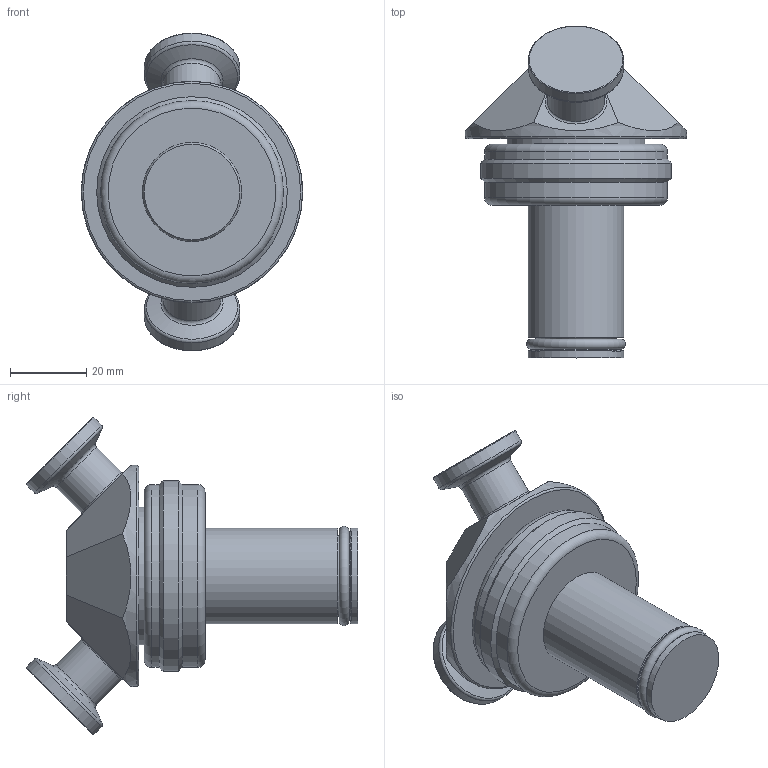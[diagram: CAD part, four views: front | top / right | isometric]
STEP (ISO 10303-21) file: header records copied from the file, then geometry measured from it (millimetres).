
FILE_DESCRIPTION(/* description */ (''),/* implementation_level */ '2;1');
FILE_NAME(/* name */ '320005.stp',/* time_stamp */ '2022-10-06T07:56:58+02:00',/* author */ ('mbs'),/* organization */ (''),/* preprocessor_version */ 'ST-DEVELOPER v18.1',/* originating_system */ 'Autodesk Inventor 2022',/* authorisation */ '');
FILE_SCHEMA (('AUTOMOTIVE_DESIGN { 1 0 10303 214 3 1 1 }'));
Length unit declared in the file: millimetre
Products named in the file (1): 320005
Bounding box: 58 x 87.02 x 83.34 mm (x, y, z)
Volume: 89324 mm3; surface area: 17466.3 mm2
Topology: 2 solids, 2 shells, 50 faces, 119 edges, 79 vertices
Faces by surface type: plane 17, torus 16, cylinder 13, cone 4
Full cylindrical faces by diameter (mm): 15 x2, 20.8 x2, 25 x4, 36 x1, 48 x2, 50 x1, 58 x1
Entity records: 1638 total; most frequent: DIRECTION 307, CARTESIAN_POINT 249, ORIENTED_EDGE 238, AXIS2_PLACEMENT_3D 137, EDGE_CURVE 119, VERTEX_POINT 78, CIRCLE 77, EDGE_LOOP 57
